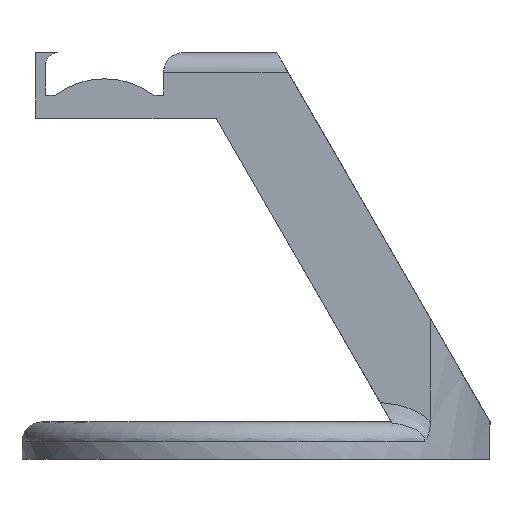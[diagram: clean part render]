
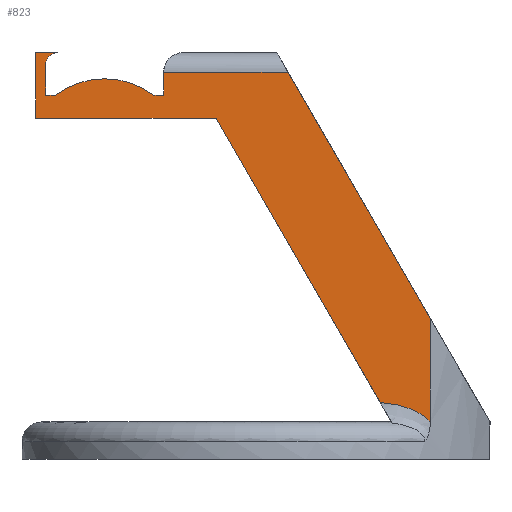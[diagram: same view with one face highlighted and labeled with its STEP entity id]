
A CAD part, left-side view. The second image highlights one B-rep face of the part: STEP entity #823.
In plain terms, the highlighted planar face has unit normal (-1, 0, 0).
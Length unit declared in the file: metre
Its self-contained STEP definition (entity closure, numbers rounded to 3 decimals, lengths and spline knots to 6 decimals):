
#29=B_SPLINE_CURVE_WITH_KNOTS('',3,(#1298,#1299,#1300,#1301,#1302,#1303,
#1304),.UNSPECIFIED.,.F.,.F.,(4,1,1,1,4),(0.003683,0.008968,
0.014252,0.019537,0.024822),.UNSPECIFIED.);
#57=CIRCLE('',#895,0.03175);
#58=CIRCLE('',#896,0.00508);
#131=ORIENTED_EDGE('',*,*,#378,.T.);
#132=ORIENTED_EDGE('',*,*,#379,.T.);
#133=ORIENTED_EDGE('',*,*,#380,.T.);
#134=ORIENTED_EDGE('',*,*,#366,.T.);
#135=ORIENTED_EDGE('',*,*,#381,.T.);
#136=ORIENTED_EDGE('',*,*,#382,.F.);
#137=ORIENTED_EDGE('',*,*,#383,.F.);
#138=ORIENTED_EDGE('',*,*,#384,.T.);
#139=ORIENTED_EDGE('',*,*,#385,.F.);
#140=ORIENTED_EDGE('',*,*,#386,.T.);
#141=ORIENTED_EDGE('',*,*,#387,.F.);
#142=ORIENTED_EDGE('',*,*,#377,.T.);
#143=ORIENTED_EDGE('',*,*,#388,.F.);
#144=ORIENTED_EDGE('',*,*,#389,.T.);
#366=EDGE_CURVE('',#491,#490,#563,.T.);
#377=EDGE_CURVE('',#497,#498,#571,.T.);
#378=EDGE_CURVE('',#499,#500,#572,.T.);
#379=EDGE_CURVE('',#500,#501,#29,.T.);
#380=EDGE_CURVE('',#501,#491,#573,.F.);
#381=EDGE_CURVE('',#490,#502,#574,.T.);
#382=EDGE_CURVE('',#503,#502,#575,.T.);
#383=EDGE_CURVE('',#504,#503,#576,.T.);
#384=EDGE_CURVE('',#504,#505,#57,.T.);
#385=EDGE_CURVE('',#506,#505,#577,.T.);
#386=EDGE_CURVE('',#506,#507,#578,.T.);
#387=EDGE_CURVE('',#497,#507,#58,.T.);
#388=EDGE_CURVE('',#508,#498,#579,.T.);
#389=EDGE_CURVE('',#508,#499,#580,.T.);
#490=VERTEX_POINT('',#1270);
#491=VERTEX_POINT('',#1272);
#497=VERTEX_POINT('',#1290);
#498=VERTEX_POINT('',#1292);
#499=VERTEX_POINT('',#1296);
#500=VERTEX_POINT('',#1297);
#501=VERTEX_POINT('',#1305);
#502=VERTEX_POINT('',#1308);
#503=VERTEX_POINT('',#1310);
#504=VERTEX_POINT('',#1312);
#505=VERTEX_POINT('',#1314);
#506=VERTEX_POINT('',#1316);
#507=VERTEX_POINT('',#1318);
#508=VERTEX_POINT('',#1321);
#563=LINE('',#1271,#649);
#571=LINE('',#1293,#657);
#572=LINE('',#1295,#658);
#573=LINE('',#1306,#659);
#574=LINE('',#1307,#660);
#575=LINE('',#1309,#661);
#576=LINE('',#1311,#662);
#577=LINE('',#1315,#663);
#578=LINE('',#1317,#664);
#579=LINE('',#1320,#665);
#580=LINE('',#1322,#666);
#649=VECTOR('',#1011,1.);
#657=VECTOR('',#1031,1.);
#658=VECTOR('',#1034,1.);
#659=VECTOR('',#1035,1.);
#660=VECTOR('',#1036,1.);
#661=VECTOR('',#1037,1.);
#662=VECTOR('',#1038,1.);
#663=VECTOR('',#1041,1.);
#664=VECTOR('',#1042,1.);
#665=VECTOR('',#1045,1.);
#666=VECTOR('',#1046,1.);
#708=EDGE_LOOP('',(#131,#132,#133,#134,#135,#136,#137,#138,#139,#140,#141,
#142,#143,#144));
#752=FACE_BOUND('',#708,.T.);
#796=PLANE('',#894);
#823=ADVANCED_FACE('',(#752),#796,.F.);
#894=AXIS2_PLACEMENT_3D('',#1294,#1032,#1033);
#895=AXIS2_PLACEMENT_3D('',#1313,#1039,#1040);
#896=AXIS2_PLACEMENT_3D('',#1319,#1043,#1044);
#1011=DIRECTION('',(0.,0.5,0.866));
#1031=DIRECTION('',(0.,1.,0.));
#1032=DIRECTION('',(1.,0.,0.));
#1033=DIRECTION('',(0.,1.,0.));
#1034=DIRECTION('',(0.,-0.5,-0.866));
#1035=DIRECTION('',(0.,0.,-1.));
#1036=DIRECTION('',(0.,1.,0.));
#1037=DIRECTION('',(0.,0.,1.));
#1038=DIRECTION('',(0.,-1.,0.));
#1039=DIRECTION('',(-1.,0.,0.));
#1040=DIRECTION('',(0.,0.,1.));
#1041=DIRECTION('',(0.,-1.,0.));
#1042=DIRECTION('',(0.,0.,1.));
#1043=DIRECTION('',(-1.,0.,0.));
#1044=DIRECTION('',(0.,0.,1.));
#1045=DIRECTION('',(0.,0.,1.));
#1046=DIRECTION('',(0.,-1.,0.));
#1270=CARTESIAN_POINT('',(-0.06731,-0.009638,0.14986));
#1271=CARTESIAN_POINT('',(-0.06731,-0.046509,0.085997));
#1272=CARTESIAN_POINT('',(-0.06731,-0.064673,0.054535));
#1290=CARTESIAN_POINT('',(-0.06731,0.079494,0.15748));
#1292=CARTESIAN_POINT('',(-0.06731,0.088047,0.15748));
#1293=CARTESIAN_POINT('',(-0.06731,0.013812,0.15748));
#1294=CARTESIAN_POINT('',(-0.06731,-0.015741,0.07874));
#1295=CARTESIAN_POINT('',(-0.06731,-0.015741,0.073297));
#1296=CARTESIAN_POINT('',(-0.06731,0.018197,0.13208));
#1297=CARTESIAN_POINT('',(-0.06731,-0.045346,0.022021));
#1298=CARTESIAN_POINT('',(-0.06731,-0.045346,0.022021));
#1299=CARTESIAN_POINT('',(-0.06731,-0.047108,0.021909));
#1300=CARTESIAN_POINT('',(-0.06731,-0.050601,0.021514));
#1301=CARTESIAN_POINT('',(-0.06731,-0.055799,0.020215));
#1302=CARTESIAN_POINT('',(-0.06731,-0.060663,0.018025));
#1303=CARTESIAN_POINT('',(-0.06731,-0.063496,0.01577));
#1304=CARTESIAN_POINT('',(-0.06731,-0.064673,0.014414));
#1305=CARTESIAN_POINT('',(-0.06731,-0.064673,0.014414));
#1306=CARTESIAN_POINT('',(-0.06731,-0.064673,0.090714));
#1307=CARTESIAN_POINT('',(-0.06731,-0.015741,0.14986));
#1308=CARTESIAN_POINT('',(-0.06731,0.038517,0.14986));
#1309=CARTESIAN_POINT('',(-0.06731,0.038517,0.149225));
#1310=CARTESIAN_POINT('',(-0.06731,0.038517,0.14097));
#1311=CARTESIAN_POINT('',(-0.06731,0.040422,0.14097));
#1312=CARTESIAN_POINT('',(-0.06731,0.042327,0.14097));
#1313=CARTESIAN_POINT('',(-0.06731,0.061377,0.11557));
#1314=CARTESIAN_POINT('',(-0.06731,0.080427,0.14097));
#1315=CARTESIAN_POINT('',(-0.06731,0.082332,0.14097));
#1316=CARTESIAN_POINT('',(-0.06731,0.084237,0.14097));
#1317=CARTESIAN_POINT('',(-0.06731,0.084237,0.147335));
#1318=CARTESIAN_POINT('',(-0.06731,0.084237,0.1537));
#1319=CARTESIAN_POINT('',(-0.06731,0.079326,0.152403));
#1320=CARTESIAN_POINT('',(-0.06731,0.088047,0.14478));
#1321=CARTESIAN_POINT('',(-0.06731,0.088047,0.13208));
#1322=CARTESIAN_POINT('',(-0.06731,0.037247,0.13208));
